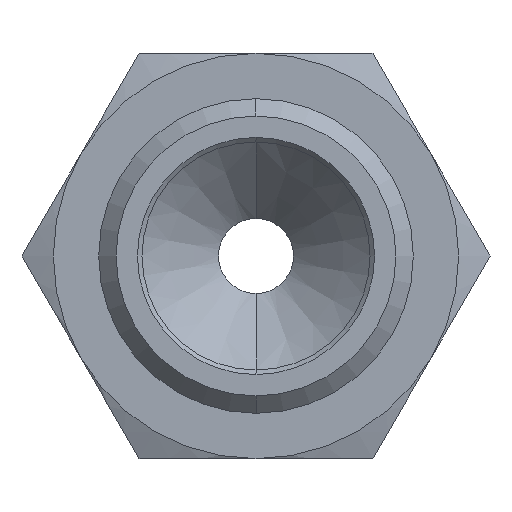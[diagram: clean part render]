
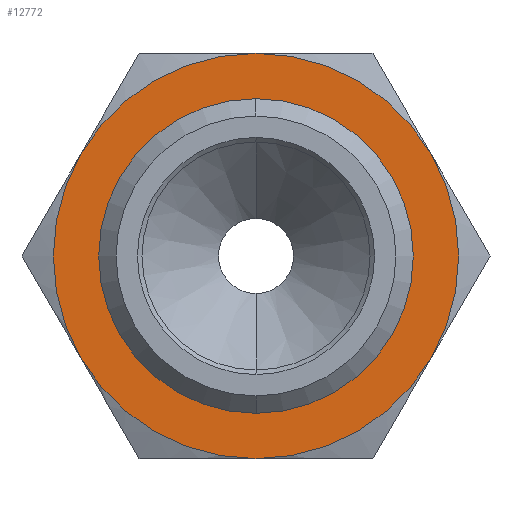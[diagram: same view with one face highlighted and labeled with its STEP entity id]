
A CAD part, left-side view. The second image highlights one B-rep face of the part: STEP entity #12772.
In plain terms, the highlighted planar face has unit normal (-1, 0, 0).
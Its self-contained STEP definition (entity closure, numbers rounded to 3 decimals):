
#185 = DIRECTION ( 'NONE',  ( -1., 0., 0. ) ) ;
#791 = DIRECTION ( 'NONE',  ( 0., 0., 1. ) ) ;
#823 = DIRECTION ( 'NONE',  ( 0., 0., 1. ) ) ;
#833 = VERTEX_POINT ( 'NONE', #2645 ) ;
#1226 = ORIENTED_EDGE ( 'NONE', *, *, #11368, .T. ) ;
#1254 = VERTEX_POINT ( 'NONE', #10587 ) ;
#1353 = EDGE_LOOP ( 'NONE', ( #8881, #13885 ) ) ;
#1440 = ORIENTED_EDGE ( 'NONE', *, *, #9742, .T. ) ;
#2201 = AXIS2_PLACEMENT_3D ( 'NONE', #10738, #8466, #4966 ) ;
#2363 = CIRCLE ( 'NONE', #3208, 13.5 ) ;
#2415 = VERTEX_POINT ( 'NONE', #7929 ) ;
#2423 = VERTEX_POINT ( 'NONE', #13874 ) ;
#2645 = CARTESIAN_POINT ( 'NONE',  ( -38., 0., 9.324 ) ) ;
#2786 = CARTESIAN_POINT ( 'NONE',  ( -38., 0., 0. ) ) ;
#2905 = DIRECTION ( 'NONE',  ( 0., 0., 1. ) ) ;
#3208 = AXIS2_PLACEMENT_3D ( 'NONE', #8595, #9762, #2905 ) ;
#3799 = FACE_OUTER_BOUND ( 'NONE', #5101, .T. ) ;
#3935 = EDGE_CURVE ( 'NONE', #2423, #12479, #2363, .T. ) ;
#4117 = DIRECTION ( 'NONE',  ( 1., 0., 0. ) ) ;
#4146 = CIRCLE ( 'NONE', #5627, 13.5 ) ;
#4617 = CIRCLE ( 'NONE', #14050, 9.324 ) ;
#4695 = CARTESIAN_POINT ( 'NONE',  ( -38., 0., 0. ) ) ;
#4915 = VERTEX_POINT ( 'NONE', #10130 ) ;
#4949 = CARTESIAN_POINT ( 'NONE',  ( -38., 0., 13.5 ) ) ;
#4966 = DIRECTION ( 'NONE',  ( 0., 0., 1. ) ) ;
#5101 = EDGE_LOOP ( 'NONE', ( #13588, #5443, #8754, #5234, #1440, #1226 ) ) ;
#5142 = VERTEX_POINT ( 'NONE', #5789 ) ;
#5234 = ORIENTED_EDGE ( 'NONE', *, *, #14005, .T. ) ;
#5341 = CIRCLE ( 'NONE', #2201, 13.5 ) ;
#5438 = CARTESIAN_POINT ( 'NONE',  ( -38., -11.691, -6.75 ) ) ;
#5443 = ORIENTED_EDGE ( 'NONE', *, *, #14433, .T. ) ;
#5452 = AXIS2_PLACEMENT_3D ( 'NONE', #12211, #4117, #791 ) ;
#5601 = CIRCLE ( 'NONE', #5452, 9.324 ) ;
#5627 = AXIS2_PLACEMENT_3D ( 'NONE', #8748, #7596, #8648 ) ;
#5789 = CARTESIAN_POINT ( 'NONE',  ( -38., 11.691, -6.75 ) ) ;
#6023 = PLANE ( 'NONE',  #8599 ) ;
#6122 = DIRECTION ( 'NONE',  ( -1., 0., 0. ) ) ;
#6231 = AXIS2_PLACEMENT_3D ( 'NONE', #12241, #7559, #823 ) ;
#6800 = AXIS2_PLACEMENT_3D ( 'NONE', #4695, #12651, #7036 ) ;
#7036 = DIRECTION ( 'NONE',  ( 0., 0., 1. ) ) ;
#7057 = CARTESIAN_POINT ( 'NONE',  ( -38., 0., 0. ) ) ;
#7416 = EDGE_CURVE ( 'NONE', #1254, #833, #5601, .T. ) ;
#7559 = DIRECTION ( 'NONE',  ( -1., 0., 0. ) ) ;
#7596 = DIRECTION ( 'NONE',  ( -1., 0., 0. ) ) ;
#7929 = CARTESIAN_POINT ( 'NONE',  ( -38., 11.691, 6.75 ) ) ;
#8164 = DIRECTION ( 'NONE',  ( 0., 0., 1. ) ) ;
#8299 = CIRCLE ( 'NONE', #10899, 13.5 ) ;
#8466 = DIRECTION ( 'NONE',  ( -1., 0., 0. ) ) ;
#8595 = CARTESIAN_POINT ( 'NONE',  ( -38., 0., 0. ) ) ;
#8599 = AXIS2_PLACEMENT_3D ( 'NONE', #13995, #6122, #14041 ) ;
#8648 = DIRECTION ( 'NONE',  ( 0., 0., 1. ) ) ;
#8748 = CARTESIAN_POINT ( 'NONE',  ( -38., 0., 0. ) ) ;
#8754 = ORIENTED_EDGE ( 'NONE', *, *, #9656, .T. ) ;
#8841 = VERTEX_POINT ( 'NONE', #5438 ) ;
#8881 = ORIENTED_EDGE ( 'NONE', *, *, #9060, .T. ) ;
#9060 = EDGE_CURVE ( 'NONE', #833, #1254, #4617, .T. ) ;
#9527 = FACE_BOUND ( 'NONE', #1353, .T. ) ;
#9656 = EDGE_CURVE ( 'NONE', #2415, #5142, #10700, .T. ) ;
#9742 = EDGE_CURVE ( 'NONE', #4915, #8841, #10185, .T. ) ;
#9762 = DIRECTION ( 'NONE',  ( -1., 0., 0. ) ) ;
#10130 = CARTESIAN_POINT ( 'NONE',  ( -38., 0., -13.5 ) ) ;
#10185 = CIRCLE ( 'NONE', #6800, 13.5 ) ;
#10587 = CARTESIAN_POINT ( 'NONE',  ( -38., 0., -9.324 ) ) ;
#10700 = CIRCLE ( 'NONE', #6231, 13.5 ) ;
#10738 = CARTESIAN_POINT ( 'NONE',  ( -38., 0., 0. ) ) ;
#10899 = AXIS2_PLACEMENT_3D ( 'NONE', #7057, #185, #8164 ) ;
#11368 = EDGE_CURVE ( 'NONE', #8841, #2423, #8299, .T. ) ;
#11798 = DIRECTION ( 'NONE',  ( 0., 0., 1. ) ) ;
#12211 = CARTESIAN_POINT ( 'NONE',  ( -38., 0., 0. ) ) ;
#12241 = CARTESIAN_POINT ( 'NONE',  ( -38., 0., 0. ) ) ;
#12479 = VERTEX_POINT ( 'NONE', #4949 ) ;
#12651 = DIRECTION ( 'NONE',  ( -1., 0., 0. ) ) ;
#12772 = ADVANCED_FACE ( 'NONE', ( #9527, #3799 ), #6023, .T. ) ;
#13031 = DIRECTION ( 'NONE',  ( 1., 0., 0. ) ) ;
#13588 = ORIENTED_EDGE ( 'NONE', *, *, #3935, .T. ) ;
#13874 = CARTESIAN_POINT ( 'NONE',  ( -38., -11.691, 6.75 ) ) ;
#13885 = ORIENTED_EDGE ( 'NONE', *, *, #7416, .T. ) ;
#13995 = CARTESIAN_POINT ( 'NONE',  ( -38., 20.18, 0. ) ) ;
#14005 = EDGE_CURVE ( 'NONE', #5142, #4915, #5341, .T. ) ;
#14041 = DIRECTION ( 'NONE',  ( 0., 0., 1. ) ) ;
#14050 = AXIS2_PLACEMENT_3D ( 'NONE', #2786, #13031, #11798 ) ;
#14433 = EDGE_CURVE ( 'NONE', #12479, #2415, #4146, .T. ) ;
